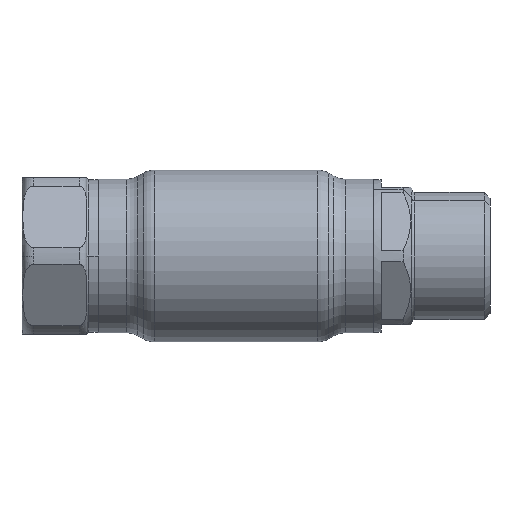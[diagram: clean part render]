
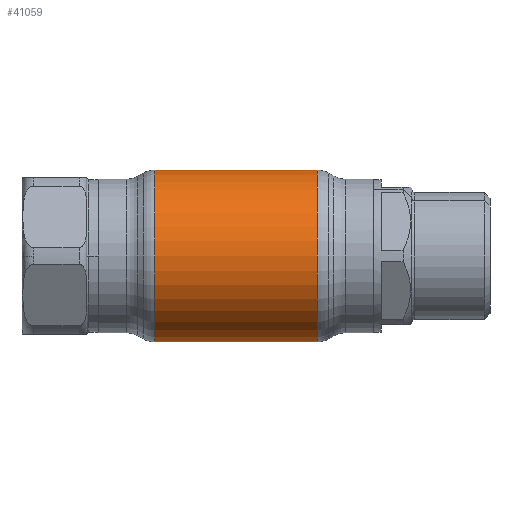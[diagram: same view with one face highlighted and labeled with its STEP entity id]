
A CAD part, front view. The second image highlights one B-rep face of the part: STEP entity #41059.
In plain terms, the highlighted cylindrical face has radius 22.5 mm (diameter 45 mm), a partial arc.
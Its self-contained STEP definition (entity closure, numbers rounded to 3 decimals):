
#1444 = AXIS2_PLACEMENT_3D ( 'NONE', #20582, #10894, #6370 ) ;
#3622 = VECTOR ( 'NONE', #4277, 1000. ) ;
#4277 = DIRECTION ( 'NONE',  ( -1., 0., 0. ) ) ;
#4486 = DIRECTION ( 'NONE',  ( -1., 0., 0. ) ) ;
#5681 = DIRECTION ( 'NONE',  ( 0., 0., 1. ) ) ;
#6370 = DIRECTION ( 'NONE',  ( 0., 0., 1. ) ) ;
#7118 = CARTESIAN_POINT ( 'NONE',  ( -21.285, 0., 22.5 ) ) ;
#10797 = EDGE_CURVE ( 'NONE', #46896, #44295, #38335, .T. ) ;
#10894 = DIRECTION ( 'NONE',  ( -1., 0., 0. ) ) ;
#15923 = CIRCLE ( 'NONE', #31456, 22.5 ) ;
#17954 = ORIENTED_EDGE ( 'NONE', *, *, #41423, .T. ) ;
#18213 = CARTESIAN_POINT ( 'NONE',  ( -62.69, 0., -22.5 ) ) ;
#18252 = CARTESIAN_POINT ( 'NONE',  ( -21.285, 0., -22.5 ) ) ;
#20582 = CARTESIAN_POINT ( 'NONE',  ( -21.285, 0., 0. ) ) ;
#21615 = CARTESIAN_POINT ( 'NONE',  ( 21.285, 0., 22.5 ) ) ;
#21840 = DIRECTION ( 'NONE',  ( -1., 0., 0. ) ) ;
#23421 = ORIENTED_EDGE ( 'NONE', *, *, #52886, .T. ) ;
#25559 = VECTOR ( 'NONE', #4486, 1000. ) ;
#27511 = CARTESIAN_POINT ( 'NONE',  ( -62.69, 0., 22.5 ) ) ;
#28398 = DIRECTION ( 'NONE',  ( -1., 0., 0. ) ) ;
#30477 = CARTESIAN_POINT ( 'NONE',  ( 21.285, 0., -22.5 ) ) ;
#30946 = CYLINDRICAL_SURFACE ( 'NONE', #48003, 22.5 ) ;
#31456 = AXIS2_PLACEMENT_3D ( 'NONE', #56547, #28398, #5681 ) ;
#31501 = ORIENTED_EDGE ( 'NONE', *, *, #10797, .F. ) ;
#34531 = EDGE_CURVE ( 'NONE', #45934, #46896, #54520, .T. ) ;
#36752 = FACE_OUTER_BOUND ( 'NONE', #47298, .T. ) ;
#38335 = CIRCLE ( 'NONE', #1444, 22.5 ) ;
#41059 = ADVANCED_FACE ( 'NONE', ( #36752 ), #30946, .T. ) ;
#41423 = EDGE_CURVE ( 'NONE', #41483, #44295, #53047, .T. ) ;
#41483 = VERTEX_POINT ( 'NONE', #21615 ) ;
#42875 = ORIENTED_EDGE ( 'NONE', *, *, #34531, .F. ) ;
#44295 = VERTEX_POINT ( 'NONE', #7118 ) ;
#45934 = VERTEX_POINT ( 'NONE', #30477 ) ;
#46896 = VERTEX_POINT ( 'NONE', #18252 ) ;
#47298 = EDGE_LOOP ( 'NONE', ( #42875, #23421, #17954, #31501 ) ) ;
#48003 = AXIS2_PLACEMENT_3D ( 'NONE', #59376, #21840, #54778 ) ;
#52886 = EDGE_CURVE ( 'NONE', #45934, #41483, #15923, .T. ) ;
#53047 = LINE ( 'NONE', #27511, #25559 ) ;
#54520 = LINE ( 'NONE', #18213, #3622 ) ;
#54778 = DIRECTION ( 'NONE',  ( 0., 0., 1. ) ) ;
#56547 = CARTESIAN_POINT ( 'NONE',  ( 21.285, 0., 0. ) ) ;
#59376 = CARTESIAN_POINT ( 'NONE',  ( -62.69, 0., 0. ) ) ;
